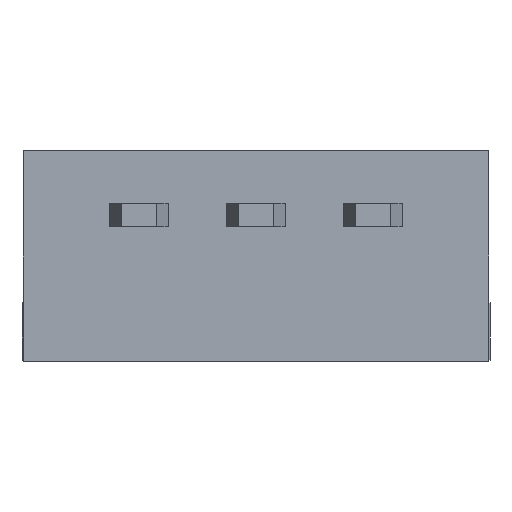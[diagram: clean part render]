
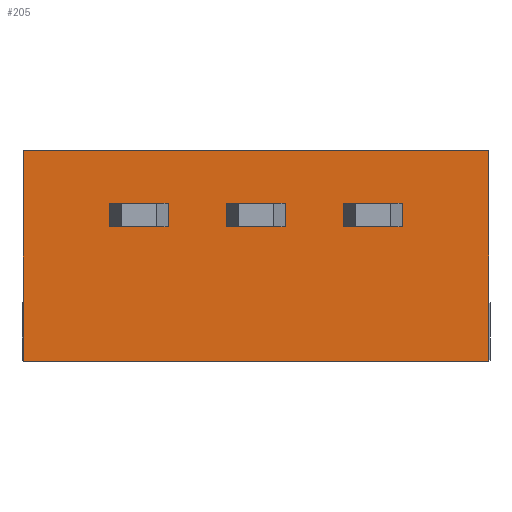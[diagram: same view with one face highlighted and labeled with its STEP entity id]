
A CAD part, left-side view. The second image highlights one B-rep face of the part: STEP entity #205.
In plain terms, the highlighted planar face has unit normal (-1, 0, 0).
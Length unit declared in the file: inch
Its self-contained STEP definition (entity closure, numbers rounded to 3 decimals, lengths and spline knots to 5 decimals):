
#61 = VERTEX_POINT ( 'NONE', #633 ) ;
#63 = EDGE_CURVE ( 'NONE', #479, #61, #632, .T. ) ;
#69 = EDGE_CURVE ( 'NONE', #61, #72, #628, .T. ) ;
#72 = VERTEX_POINT ( 'NONE', #618 ) ;
#92 = ORIENTED_EDGE ( 'NONE', *, *, #263, .F. ) ;
#105 = ORIENTED_EDGE ( 'NONE', *, *, #302, .F. ) ;
#106 = VERTEX_POINT ( 'NONE', #634 ) ;
#107 = EDGE_LOOP ( 'NONE', ( #284, #286, #305, #288 ) ) ;
#132 = VERTEX_POINT ( 'NONE', #711 ) ;
#177 = EDGE_CURVE ( 'NONE', #335, #178, #771, .T. ) ;
#178 = VERTEX_POINT ( 'NONE', #767 ) ;
#204 = ORIENTED_EDGE ( 'NONE', *, *, #221, .F. ) ;
#205 = ADVANCED_FACE ( 'NONE', ( #799, #797, #796, #795 ), #798, .F. ) ;
#206 = ORIENTED_EDGE ( 'NONE', *, *, #338, .F. ) ;
#207 = ORIENTED_EDGE ( 'NONE', *, *, #236, .F. ) ;
#208 = ORIENTED_EDGE ( 'NONE', *, *, #348, .F. ) ;
#209 = EDGE_LOOP ( 'NONE', ( #208, #283, #301, #285 ) ) ;
#210 = EDGE_LOOP ( 'NONE', ( #211, #204, #206, #207 ) ) ;
#211 = ORIENTED_EDGE ( 'NONE', *, *, #230, .F. ) ;
#215 = VERTEX_POINT ( 'NONE', #850 ) ;
#219 = EDGE_CURVE ( 'NONE', #264, #215, #845, .T. ) ;
#221 = EDGE_CURVE ( 'NONE', #339, #250, #841, .T. ) ;
#230 = EDGE_CURVE ( 'NONE', #250, #270, #837, .T. ) ;
#236 = EDGE_CURVE ( 'NONE', #270, #132, #891, .T. ) ;
#250 = VERTEX_POINT ( 'NONE', #863 ) ;
#261 = VERTEX_POINT ( 'NONE', #911 ) ;
#263 = EDGE_CURVE ( 'NONE', #261, #264, #910, .T. ) ;
#264 = VERTEX_POINT ( 'NONE', #906 ) ;
#270 = VERTEX_POINT ( 'NONE', #895 ) ;
#277 = VERTEX_POINT ( 'NONE', #948 ) ;
#283 = ORIENTED_EDGE ( 'NONE', *, *, #177, .F. ) ;
#284 = ORIENTED_EDGE ( 'NONE', *, *, #69, .F. ) ;
#285 = ORIENTED_EDGE ( 'NONE', *, *, #344, .F. ) ;
#286 = ORIENTED_EDGE ( 'NONE', *, *, #63, .F. ) ;
#287 = ORIENTED_EDGE ( 'NONE', *, *, #219, .F. ) ;
#288 = ORIENTED_EDGE ( 'NONE', *, *, #336, .F. ) ;
#289 = EDGE_LOOP ( 'NONE', ( #92, #105, #303, #287 ) ) ;
#301 = ORIENTED_EDGE ( 'NONE', *, *, #357, .F. ) ;
#302 = EDGE_CURVE ( 'NONE', #106, #261, #925, .T. ) ;
#303 = ORIENTED_EDGE ( 'NONE', *, *, #304, .F. ) ;
#304 = EDGE_CURVE ( 'NONE', #215, #106, #986, .T. ) ;
#305 = ORIENTED_EDGE ( 'NONE', *, *, #478, .F. ) ;
#333 = VERTEX_POINT ( 'NONE', #996 ) ;
#335 = VERTEX_POINT ( 'NONE', #995 ) ;
#336 = EDGE_CURVE ( 'NONE', #72, #455, #994, .T. ) ;
#338 = EDGE_CURVE ( 'NONE', #132, #339, #990, .T. ) ;
#339 = VERTEX_POINT ( 'NONE', #1052 ) ;
#344 = EDGE_CURVE ( 'NONE', #333, #277, #1051, .T. ) ;
#348 = EDGE_CURVE ( 'NONE', #178, #333, #1047, .T. ) ;
#357 = EDGE_CURVE ( 'NONE', #277, #335, #1025, .T. ) ;
#455 = VERTEX_POINT ( 'NONE', #1202 ) ;
#478 = EDGE_CURVE ( 'NONE', #455, #479, #1234, .T. ) ;
#479 = VERTEX_POINT ( 'NONE', #1230 ) ;
#618 = CARTESIAN_POINT ( 'NONE',  ( -40.97601, 24.75822, -1.81246 ) ) ;
#625 = DIRECTION ( 'NONE',  ( 0., -1., 0. ) ) ;
#626 = VECTOR ( 'NONE', #625, 39.37008 ) ;
#627 = CARTESIAN_POINT ( 'NONE',  ( -40.97601, 30.95328, -1.81246 ) ) ;
#628 = LINE ( 'NONE', #627, #626 ) ;
#629 = DIRECTION ( 'NONE',  ( 0., 0., -1. ) ) ;
#630 = VECTOR ( 'NONE', #629, 39.37008 ) ;
#631 = CARTESIAN_POINT ( 'NONE',  ( -40.97601, 26.02822, 0.06714 ) ) ;
#632 = LINE ( 'NONE', #631, #630 ) ;
#633 = CARTESIAN_POINT ( 'NONE',  ( -40.97601, 26.02822, -1.81246 ) ) ;
#634 = CARTESIAN_POINT ( 'NONE',  ( -40.97601, 30.44782, -4.73346 ) ) ;
#711 = CARTESIAN_POINT ( 'NONE',  ( -40.97601, 22.21822, -1.30446 ) ) ;
#767 = CARTESIAN_POINT ( 'NONE',  ( -40.97601, 27.29822, -1.30446 ) ) ;
#768 = DIRECTION ( 'NONE',  ( 0., 0., 1. ) ) ;
#769 = VECTOR ( 'NONE', #768, 39.37008 ) ;
#770 = CARTESIAN_POINT ( 'NONE',  ( -40.97601, 27.29822, 0.06714 ) ) ;
#771 = LINE ( 'NONE', #770, #769 ) ;
#795 = FACE_OUTER_BOUND ( 'NONE', #289, .T. ) ;
#796 = FACE_BOUND ( 'NONE', #107, .T. ) ;
#797 = FACE_BOUND ( 'NONE', #209, .T. ) ;
#798 = PLANE ( 'NONE',  #858 ) ;
#799 = FACE_BOUND ( 'NONE', #210, .T. ) ;
#834 = DIRECTION ( 'NONE',  ( 0., -1., 0. ) ) ;
#835 = VECTOR ( 'NONE', #834, 39.37008 ) ;
#836 = CARTESIAN_POINT ( 'NONE',  ( -40.97601, 30.95328, -1.81246 ) ) ;
#837 = LINE ( 'NONE', #836, #835 ) ;
#838 = DIRECTION ( 'NONE',  ( 0., 0., -1. ) ) ;
#839 = VECTOR ( 'NONE', #838, 39.37008 ) ;
#840 = CARTESIAN_POINT ( 'NONE',  ( -40.97601, 23.48822, 0.06714 ) ) ;
#841 = LINE ( 'NONE', #840, #839 ) ;
#842 = DIRECTION ( 'NONE',  ( 0., 0., -1. ) ) ;
#843 = VECTOR ( 'NONE', #842, 39.37008 ) ;
#844 = CARTESIAN_POINT ( 'NONE',  ( -40.97601, 20.33862, 0.06714 ) ) ;
#845 = LINE ( 'NONE', #844, #843 ) ;
#850 = CARTESIAN_POINT ( 'NONE',  ( -40.97601, 20.33862, -4.73346 ) ) ;
#855 = DIRECTION ( 'NONE',  ( 0., 0., -1. ) ) ;
#856 = DIRECTION ( 'NONE',  ( 1., 0., 0. ) ) ;
#857 = CARTESIAN_POINT ( 'NONE',  ( -40.97601, 30.95328, 0.06714 ) ) ;
#858 = AXIS2_PLACEMENT_3D ( 'NONE', #857, #856, #855 ) ;
#863 = CARTESIAN_POINT ( 'NONE',  ( -40.97601, 23.48822, -1.81246 ) ) ;
#888 = DIRECTION ( 'NONE',  ( 0., 0., 1. ) ) ;
#889 = VECTOR ( 'NONE', #888, 39.37008 ) ;
#890 = CARTESIAN_POINT ( 'NONE',  ( -40.97601, 22.21822, 0.06714 ) ) ;
#891 = LINE ( 'NONE', #890, #889 ) ;
#895 = CARTESIAN_POINT ( 'NONE',  ( -40.97601, 22.21822, -1.81246 ) ) ;
#906 = CARTESIAN_POINT ( 'NONE',  ( -40.97601, 20.33862, -0.16146 ) ) ;
#907 = DIRECTION ( 'NONE',  ( 0., -1., 0. ) ) ;
#908 = VECTOR ( 'NONE', #907, 39.37008 ) ;
#909 = CARTESIAN_POINT ( 'NONE',  ( -40.97601, 30.95328, -0.16146 ) ) ;
#910 = LINE ( 'NONE', #909, #908 ) ;
#911 = CARTESIAN_POINT ( 'NONE',  ( -40.97601, 30.44782, -0.16146 ) ) ;
#922 = DIRECTION ( 'NONE',  ( 0., 0., 1. ) ) ;
#923 = VECTOR ( 'NONE', #922, 39.37008 ) ;
#924 = CARTESIAN_POINT ( 'NONE',  ( -40.97601, 30.44782, 0.06714 ) ) ;
#925 = LINE ( 'NONE', #924, #923 ) ;
#948 = CARTESIAN_POINT ( 'NONE',  ( -40.97601, 28.56822, -1.81246 ) ) ;
#983 = DIRECTION ( 'NONE',  ( 0., 1., 0. ) ) ;
#984 = VECTOR ( 'NONE', #983, 39.37008 ) ;
#985 = CARTESIAN_POINT ( 'NONE',  ( -40.97601, 30.95328, -4.73346 ) ) ;
#986 = LINE ( 'NONE', #985, #984 ) ;
#987 = DIRECTION ( 'NONE',  ( 0., 1., 0. ) ) ;
#988 = VECTOR ( 'NONE', #987, 39.37008 ) ;
#989 = CARTESIAN_POINT ( 'NONE',  ( -40.97601, 30.95328, -1.30446 ) ) ;
#990 = LINE ( 'NONE', #989, #988 ) ;
#991 = DIRECTION ( 'NONE',  ( 0., 0., 1. ) ) ;
#992 = VECTOR ( 'NONE', #991, 39.37008 ) ;
#993 = CARTESIAN_POINT ( 'NONE',  ( -40.97601, 24.75822, 0.06714 ) ) ;
#994 = LINE ( 'NONE', #993, #992 ) ;
#995 = CARTESIAN_POINT ( 'NONE',  ( -40.97601, 27.29822, -1.81246 ) ) ;
#996 = CARTESIAN_POINT ( 'NONE',  ( -40.97601, 28.56822, -1.30446 ) ) ;
#1022 = DIRECTION ( 'NONE',  ( 0., -1., 0. ) ) ;
#1023 = VECTOR ( 'NONE', #1022, 39.37008 ) ;
#1024 = CARTESIAN_POINT ( 'NONE',  ( -40.97601, 30.95328, -1.81246 ) ) ;
#1025 = LINE ( 'NONE', #1024, #1023 ) ;
#1044 = DIRECTION ( 'NONE',  ( 0., 1., 0. ) ) ;
#1045 = VECTOR ( 'NONE', #1044, 39.37008 ) ;
#1046 = CARTESIAN_POINT ( 'NONE',  ( -40.97601, 30.95328, -1.30446 ) ) ;
#1047 = LINE ( 'NONE', #1046, #1045 ) ;
#1048 = DIRECTION ( 'NONE',  ( 0., 0., -1. ) ) ;
#1049 = VECTOR ( 'NONE', #1048, 39.37008 ) ;
#1050 = CARTESIAN_POINT ( 'NONE',  ( -40.97601, 28.56822, 0.06714 ) ) ;
#1051 = LINE ( 'NONE', #1050, #1049 ) ;
#1052 = CARTESIAN_POINT ( 'NONE',  ( -40.97601, 23.48822, -1.30446 ) ) ;
#1202 = CARTESIAN_POINT ( 'NONE',  ( -40.97601, 24.75822, -1.30446 ) ) ;
#1230 = CARTESIAN_POINT ( 'NONE',  ( -40.97601, 26.02822, -1.30446 ) ) ;
#1231 = DIRECTION ( 'NONE',  ( 0., 1., 0. ) ) ;
#1232 = VECTOR ( 'NONE', #1231, 39.37008 ) ;
#1233 = CARTESIAN_POINT ( 'NONE',  ( -40.97601, 30.95328, -1.30446 ) ) ;
#1234 = LINE ( 'NONE', #1233, #1232 ) ;
